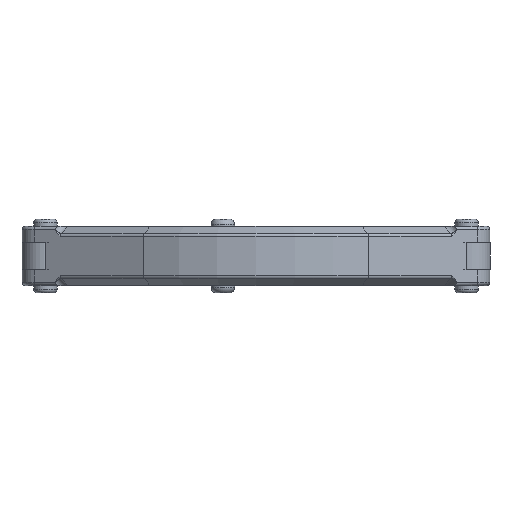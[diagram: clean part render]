
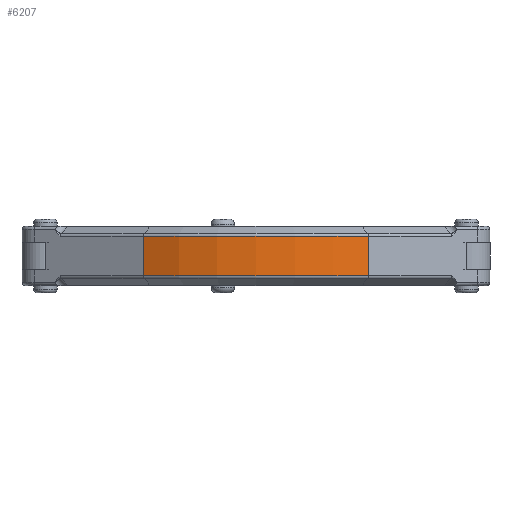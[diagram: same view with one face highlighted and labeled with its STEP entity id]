
A CAD part, left-side view. The second image highlights one B-rep face of the part: STEP entity #6207.
In plain terms, the highlighted cylindrical face has radius 64.714 mm (diameter 129.428 mm), a partial arc.
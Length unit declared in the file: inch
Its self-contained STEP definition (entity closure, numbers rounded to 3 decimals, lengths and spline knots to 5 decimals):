
#849=FACE_OUTER_BOUND('',#1268,.T.);
#1268=EDGE_LOOP('',(#5341,#5342,#5343,#5344));
#1575=LINE('',#14480,#1866);
#1576=LINE('',#14482,#1867);
#1866=VECTOR('',#8682,0.03937);
#1867=VECTOR('',#8683,0.03937);
#2284=CIRCLE('',#6967,2.5478);
#2289=CIRCLE('',#6975,2.5478);
#2807=VERTEX_POINT('',#14458);
#2810=VERTEX_POINT('',#14463);
#2815=VERTEX_POINT('',#14479);
#2816=VERTEX_POINT('',#14481);
#3674=EDGE_CURVE('',#2807,#2810,#2284,.F.);
#3681=EDGE_CURVE('',#2815,#2807,#1575,.F.);
#3682=EDGE_CURVE('',#2816,#2810,#1576,.F.);
#3683=EDGE_CURVE('',#2815,#2816,#2289,.T.);
#5341=ORIENTED_EDGE('',*,*,#3681,.T.);
#5342=ORIENTED_EDGE('',*,*,#3674,.T.);
#5343=ORIENTED_EDGE('',*,*,#3682,.F.);
#5344=ORIENTED_EDGE('',*,*,#3683,.F.);
#5851=CYLINDRICAL_SURFACE('',#6974,2.5478);
#6207=ADVANCED_FACE('',(#849),#5851,.T.);
#6967=AXIS2_PLACEMENT_3D('',#14465,#8664,#8665);
#6974=AXIS2_PLACEMENT_3D('',#14478,#8680,#8681);
#6975=AXIS2_PLACEMENT_3D('',#14483,#8684,#8685);
#8664=DIRECTION('center_axis',(0.,0.,-1.));
#8665=DIRECTION('ref_axis',(1.,0.,0.));
#8680=DIRECTION('center_axis',(0.,0.,1.));
#8681=DIRECTION('ref_axis',(-0.535,0.845,0.));
#8682=DIRECTION('',(0.,0.,1.));
#8683=DIRECTION('',(0.,0.,1.));
#8684=DIRECTION('center_axis',(0.,0.,1.));
#8685=DIRECTION('ref_axis',(-1.,0.,0.));
#14458=CARTESIAN_POINT('',(-2.23129,1.22988,-0.21319));
#14463=CARTESIAN_POINT('',(-2.23129,-1.22988,-0.21319));
#14465=CARTESIAN_POINT('Origin',(0.,0.,
-0.21319));
#14478=CARTESIAN_POINT('Origin',(0.,0.,0.));
#14479=CARTESIAN_POINT('',(-2.23129,1.22988,0.21319));
#14480=CARTESIAN_POINT('',(-2.23129,1.22988,0.));
#14481=CARTESIAN_POINT('',(-2.23129,-1.22988,0.21319));
#14482=CARTESIAN_POINT('',(-2.23129,-1.22988,0.));
#14483=CARTESIAN_POINT('Origin',(0.,0.,0.21319));
